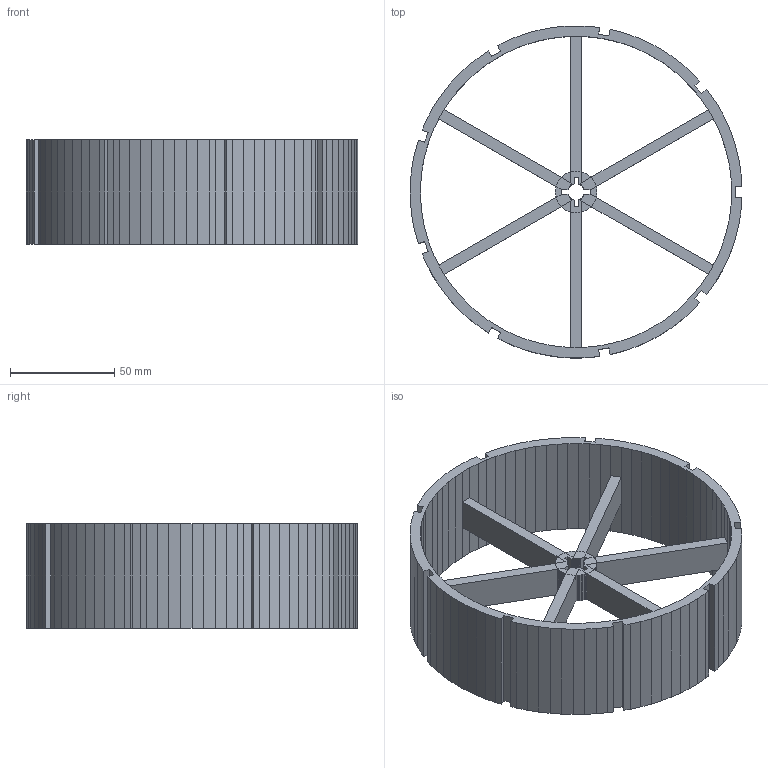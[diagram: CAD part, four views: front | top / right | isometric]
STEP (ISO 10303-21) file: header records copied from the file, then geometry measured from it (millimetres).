
FILE_DESCRIPTION(('FreeCAD Model'),'2;1');
FILE_NAME('rotor_def_cnc.step', '2018-11-28T22:09:22',('Author'),(''), 'Open CASCADE STEP processor 7.3','FreeCAD','Unknown');
FILE_SCHEMA(('AUTOMOTIVE_DESIGN { 1 0 10303 214 1 1 1 1 }'));
Length unit declared in the file: millimetre
Products named in the file (1): union003
Bounding box: 158.91 x 158.9 x 50 mm (x, y, z)
Volume: 146394.9 mm3; surface area: 72521.2 mm2
Topology: 1 solids, 1 shells, 389 faces, 1219 edges, 826 vertices
Faces by surface type: plane 389
Entity records: 31319 total; most frequent: CARTESIAN_POINT 5457, DIRECTION 3853, LINE 3073, VECTOR 3073, ORIENTED_EDGE 2438, PCURVE 2438, DEFINITIONAL_REPRESENTATION 2438, EDGE_CURVE 1219
